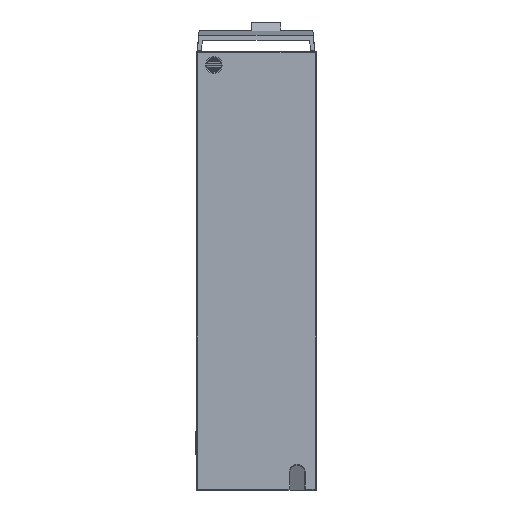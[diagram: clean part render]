
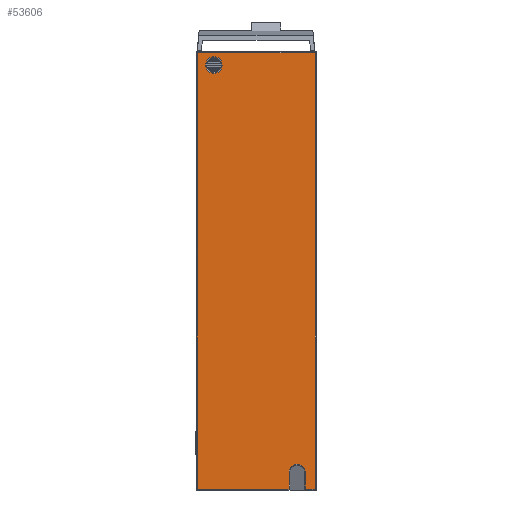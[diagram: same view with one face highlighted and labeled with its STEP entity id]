
A CAD part, left-side view. The second image highlights one B-rep face of the part: STEP entity #53606.
In plain terms, the highlighted planar face has unit normal (-1, 0, 0).
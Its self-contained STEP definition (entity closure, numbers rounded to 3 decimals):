
#487 = VERTEX_POINT ( 'NONE', #18112 ) ;
#494 = CARTESIAN_POINT ( 'NONE',  ( -39.202, 26.501, 224.7 ) ) ;
#2586 = EDGE_CURVE ( 'NONE', #28068, #74931, #57800, .T. ) ;
#3359 = EDGE_CURVE ( 'NONE', #31164, #28068, #32344, .T. ) ;
#3821 = DIRECTION ( 'NONE',  ( 0., 1., 0. ) ) ;
#4363 = ORIENTED_EDGE ( 'NONE', *, *, #77070, .T. ) ;
#4541 = EDGE_CURVE ( 'NONE', #39655, #32153, #77068, .T. ) ;
#5717 = ORIENTED_EDGE ( 'NONE', *, *, #3359, .T. ) ;
#5774 = AXIS2_PLACEMENT_3D ( 'NONE', #78523, #41202, #3821 ) ;
#8757 = CARTESIAN_POINT ( 'NONE',  ( -39.202, 26.201, 225. ) ) ;
#9319 = CARTESIAN_POINT ( 'NONE',  ( -39.202, 26.501, 225. ) ) ;
#9758 = CIRCLE ( 'NONE', #58898, 2.8 ) ;
#9841 = CARTESIAN_POINT ( 'NONE',  ( -39.202, -14.199, 75.3 ) ) ;
#10749 = VECTOR ( 'NONE', #55045, 1000. ) ;
#13138 = CARTESIAN_POINT ( 'NONE',  ( -39.202, 26.501, 75.3 ) ) ;
#13313 = CARTESIAN_POINT ( 'NONE',  ( -39.202, -5.199, 75.3 ) ) ;
#15036 = DIRECTION ( 'NONE',  ( 0., 0., -1. ) ) ;
#16012 = VECTOR ( 'NONE', #46978, 1000. ) ;
#17344 = VECTOR ( 'NONE', #76643, 1000. ) ;
#18112 = CARTESIAN_POINT ( 'NONE',  ( -39.202, 23.301, 220.5 ) ) ;
#19691 = CARTESIAN_POINT ( 'NONE',  ( -39.202, -5.199, 81. ) ) ;
#21937 = DIRECTION ( 'NONE',  ( 1., 0., 0. ) ) ;
#23500 = ORIENTED_EDGE ( 'NONE', *, *, #4541, .T. ) ;
#23833 = VERTEX_POINT ( 'NONE', #19691 ) ;
#24205 = EDGE_CURVE ( 'NONE', #80854, #487, #9758, .T. ) ;
#25212 = CARTESIAN_POINT ( 'NONE',  ( -39.202, -10.799, 75.3 ) ) ;
#25683 = CARTESIAN_POINT ( 'NONE',  ( -39.202, 17.701, 220.5 ) ) ;
#25846 = CARTESIAN_POINT ( 'NONE',  ( -39.202, 20.501, 220.5 ) ) ;
#26152 = ORIENTED_EDGE ( 'NONE', *, *, #24205, .T. ) ;
#26711 = EDGE_CURVE ( 'NONE', #32153, #31164, #71681, .T. ) ;
#28068 = VERTEX_POINT ( 'NONE', #72816 ) ;
#28198 = CARTESIAN_POINT ( 'NONE',  ( -39.202, -5.199, 225. ) ) ;
#29108 = EDGE_CURVE ( 'NONE', #60194, #65279, #45093, .T. ) ;
#31164 = VERTEX_POINT ( 'NONE', #65481 ) ;
#32081 = ORIENTED_EDGE ( 'NONE', *, *, #39510, .T. ) ;
#32101 = DIRECTION ( 'NONE',  ( 0., 1., 0. ) ) ;
#32153 = VERTEX_POINT ( 'NONE', #69931 ) ;
#32344 = LINE ( 'NONE', #8757, #78146 ) ;
#32726 = DIRECTION ( 'NONE',  ( 0., 0., -1. ) ) ;
#34393 = FACE_BOUND ( 'NONE', #55333, .T. ) ;
#35151 = DIRECTION ( 'NONE',  ( 1., 0., 0. ) ) ;
#38310 = FACE_OUTER_BOUND ( 'NONE', #58895, .T. ) ;
#39510 = EDGE_CURVE ( 'NONE', #65279, #39655, #50487, .T. ) ;
#39655 = VERTEX_POINT ( 'NONE', #9841 ) ;
#40512 = VECTOR ( 'NONE', #68648, 1000. ) ;
#41202 = DIRECTION ( 'NONE',  ( 1., 0., 0. ) ) ;
#44290 = ORIENTED_EDGE ( 'NONE', *, *, #76315, .T. ) ;
#45093 = LINE ( 'NONE', #51255, #55759 ) ;
#46978 = DIRECTION ( 'NONE',  ( 0., 0., 1. ) ) ;
#49137 = LINE ( 'NONE', #28198, #16012 ) ;
#49713 = CIRCLE ( 'NONE', #5774, 2.8 ) ;
#50475 = DIRECTION ( 'NONE',  ( 0., -1., 0. ) ) ;
#50487 = LINE ( 'NONE', #70090, #17344 ) ;
#51255 = CARTESIAN_POINT ( 'NONE',  ( -39.202, -10.799, 225. ) ) ;
#53606 = ADVANCED_FACE ( 'NONE', ( #38310, #34393 ), #59212, .F. ) ;
#55045 = DIRECTION ( 'NONE',  ( 0., 0., 1. ) ) ;
#55333 = EDGE_LOOP ( 'NONE', ( #4363, #26152 ) ) ;
#55759 = VECTOR ( 'NONE', #32726, 1000. ) ;
#55826 = VECTOR ( 'NONE', #50475, 1000. ) ;
#57800 = LINE ( 'NONE', #13138, #55826 ) ;
#58895 = EDGE_LOOP ( 'NONE', ( #70308, #5717, #71651, #66186, #44290, #79789, #32081, #23500 ) ) ;
#58898 = AXIS2_PLACEMENT_3D ( 'NONE', #25846, #69386, #32101 ) ;
#59212 = PLANE ( 'NONE',  #75701 ) ;
#60194 = VERTEX_POINT ( 'NONE', #76296 ) ;
#65279 = VERTEX_POINT ( 'NONE', #25212 ) ;
#65464 = DIRECTION ( 'NONE',  ( 0., 1., 0. ) ) ;
#65481 = CARTESIAN_POINT ( 'NONE',  ( -39.202, 26.201, 224.7 ) ) ;
#66186 = ORIENTED_EDGE ( 'NONE', *, *, #69512, .T. ) ;
#66319 = AXIS2_PLACEMENT_3D ( 'NONE', #72474, #35151, #78731 ) ;
#68648 = DIRECTION ( 'NONE',  ( 0., 1., 0. ) ) ;
#69386 = DIRECTION ( 'NONE',  ( 1., 0., 0. ) ) ;
#69512 = EDGE_CURVE ( 'NONE', #74931, #23833, #49137, .T. ) ;
#69931 = CARTESIAN_POINT ( 'NONE',  ( -39.202, -14.199, 224.7 ) ) ;
#70090 = CARTESIAN_POINT ( 'NONE',  ( -39.202, 26.501, 75.3 ) ) ;
#70308 = ORIENTED_EDGE ( 'NONE', *, *, #26711, .T. ) ;
#71651 = ORIENTED_EDGE ( 'NONE', *, *, #2586, .T. ) ;
#71681 = LINE ( 'NONE', #494, #40512 ) ;
#72474 = CARTESIAN_POINT ( 'NONE',  ( -39.202, -7.999, 81. ) ) ;
#72816 = CARTESIAN_POINT ( 'NONE',  ( -39.202, 26.201, 75.3 ) ) ;
#73591 = CARTESIAN_POINT ( 'NONE',  ( -39.202, -14.199, 225. ) ) ;
#74931 = VERTEX_POINT ( 'NONE', #13313 ) ;
#75701 = AXIS2_PLACEMENT_3D ( 'NONE', #9319, #21937, #65464 ) ;
#76296 = CARTESIAN_POINT ( 'NONE',  ( -39.202, -10.799, 81. ) ) ;
#76315 = EDGE_CURVE ( 'NONE', #23833, #60194, #78849, .T. ) ;
#76643 = DIRECTION ( 'NONE',  ( 0., -1., 0. ) ) ;
#77068 = LINE ( 'NONE', #73591, #10749 ) ;
#77070 = EDGE_CURVE ( 'NONE', #487, #80854, #49713, .T. ) ;
#78146 = VECTOR ( 'NONE', #15036, 1000. ) ;
#78523 = CARTESIAN_POINT ( 'NONE',  ( -39.202, 20.501, 220.5 ) ) ;
#78731 = DIRECTION ( 'NONE',  ( 0., 1., 0. ) ) ;
#78849 = CIRCLE ( 'NONE', #66319, 2.8 ) ;
#79789 = ORIENTED_EDGE ( 'NONE', *, *, #29108, .T. ) ;
#80854 = VERTEX_POINT ( 'NONE', #25683 ) ;
